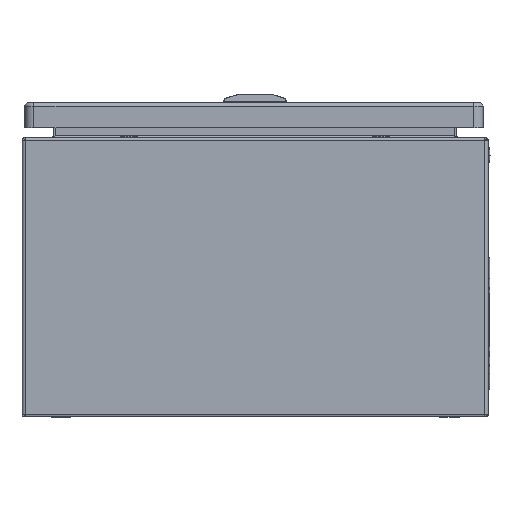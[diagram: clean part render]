
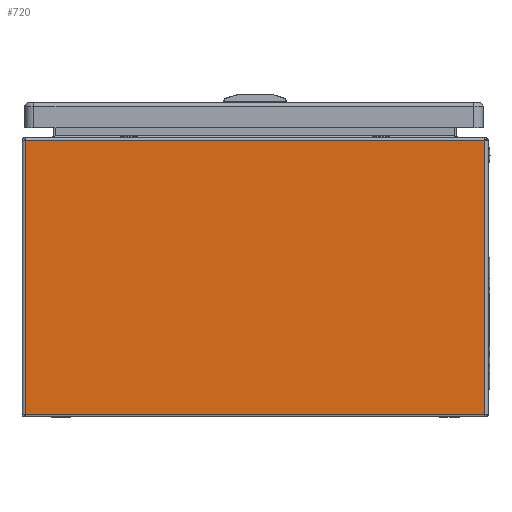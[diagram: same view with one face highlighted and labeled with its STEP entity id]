
A CAD part, left-side view. The second image highlights one B-rep face of the part: STEP entity #720.
In plain terms, the highlighted planar face has unit normal (-1, 0, 0).
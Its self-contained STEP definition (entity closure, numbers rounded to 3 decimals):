
#720=ADVANCED_FACE('',(#3841),#3842,.F.);
#3841=FACE_OUTER_BOUND('',#11303,.T.);
#3842=PLANE('',#11304);
#11303=EDGE_LOOP('',(#23002,#23003,#23004,#23005));
#11304=AXIS2_PLACEMENT_3D('',#23006,#23007,#23008);
#23002=ORIENTED_EDGE('',*,*,#40048,.T.);
#23003=ORIENTED_EDGE('',*,*,#40046,.F.);
#23004=ORIENTED_EDGE('',*,*,#40193,.F.);
#23005=ORIENTED_EDGE('',*,*,#40085,.T.);
#23006=CARTESIAN_POINT('',(-125.0,0.,89.581));
#23007=DIRECTION('',(1.0,0.0,0.0));
#23008=DIRECTION('',(0.0,1.0,0.0));
#40046=EDGE_CURVE('',#47691,#47481,#47694,.T.);
#40048=EDGE_CURVE('',#47485,#47481,#47696,.T.);
#40085=EDGE_CURVE('',#47718,#47485,#47753,.T.);
#40193=EDGE_CURVE('',#47718,#47691,#47902,.T.);
#47481=VERTEX_POINT('',#58670);
#47485=VERTEX_POINT('',#58676);
#47691=VERTEX_POINT('',#59162);
#47694=LINE('',#59166,#59167);
#47696=LINE('',#59170,#59171);
#47718=VERTEX_POINT('',#59257);
#47753=LINE('',#59300,#59301);
#47902=LINE('',#59633,#59634);
#58670=CARTESIAN_POINT('',(-125.0,147.8,177.81));
#58676=CARTESIAN_POINT('',(-125.0,-147.8,177.81));
#59162=CARTESIAN_POINT('',(-125.0,147.8,1.352));
#59166=CARTESIAN_POINT('',(-125.0,147.8,1.352));
#59167=VECTOR('',#78553,176.458);
#59170=CARTESIAN_POINT('',(-125.0,-147.8,177.81));
#59171=VECTOR('',#78555,295.6);
#59257=CARTESIAN_POINT('',(-125.0,-147.8,1.352));
#59300=CARTESIAN_POINT('',(-125.0,-147.8,1.352));
#59301=VECTOR('',#78620,176.458);
#59633=CARTESIAN_POINT('',(-125.0,-147.8,1.352));
#59634=VECTOR('',#78769,295.6);
#78553=DIRECTION('',(0.0,0.0,1.0));
#78555=DIRECTION('',(0.0,1.0,0.0));
#78620=DIRECTION('',(0.,0.0,1.0));
#78769=DIRECTION('',(0.,1.0,0.0));
